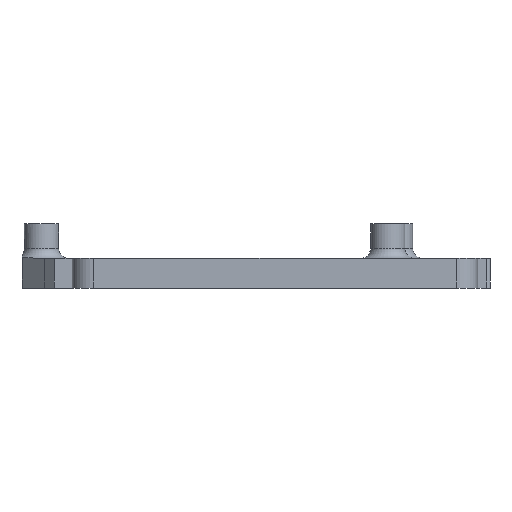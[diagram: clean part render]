
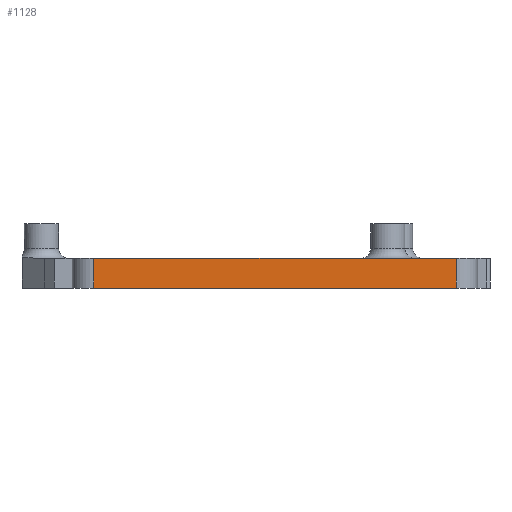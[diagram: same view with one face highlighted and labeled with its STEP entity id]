
A CAD part, front view. The second image highlights one B-rep face of the part: STEP entity #1128.
In plain terms, the highlighted planar face has unit normal (0, -1, 0).
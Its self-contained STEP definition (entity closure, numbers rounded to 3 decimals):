
#24=LINE('',#1680,#98);
#57=LINE('',#1898,#131);
#76=LINE('',#1938,#150);
#77=LINE('',#1940,#151);
#98=VECTOR('',#1344,10.);
#131=VECTOR('',#1527,10.);
#150=VECTOR('',#1562,10.);
#151=VECTOR('',#1565,10.);
#183=PLANE('',#1262);
#301=FACE_OUTER_BOUND('',#419,.T.);
#419=EDGE_LOOP('',(#966,#967,#968,#969));
#533=VERTEX_POINT('',#1677);
#534=VERTEX_POINT('',#1679);
#607=VERTEX_POINT('',#1895);
#608=VERTEX_POINT('',#1897);
#643=EDGE_CURVE('',#533,#534,#24,.T.);
#727=EDGE_CURVE('',#608,#607,#57,.T.);
#749=EDGE_CURVE('',#608,#533,#76,.T.);
#750=EDGE_CURVE('',#534,#607,#77,.T.);
#966=ORIENTED_EDGE('',*,*,#749,.F.);
#967=ORIENTED_EDGE('',*,*,#727,.T.);
#968=ORIENTED_EDGE('',*,*,#750,.F.);
#969=ORIENTED_EDGE('',*,*,#643,.F.);
#1128=ADVANCED_FACE('',(#301),#183,.T.);
#1262=AXIS2_PLACEMENT_3D('',#1939,#1563,#1564);
#1344=DIRECTION('',(1.,0.,0.));
#1527=DIRECTION('',(1.,0.,0.));
#1562=DIRECTION('',(0.,0.,1.));
#1563=DIRECTION('center_axis',(0.,-1.,0.));
#1564=DIRECTION('ref_axis',(1.,0.,0.));
#1565=DIRECTION('',(0.,0.,-1.));
#1677=CARTESIAN_POINT('',(-56.84,-35.932,43.345));
#1679=CARTESIAN_POINT('',(-3.16,-35.932,43.345));
#1680=CARTESIAN_POINT('',(-60.015,-35.932,43.345));
#1895=CARTESIAN_POINT('',(-3.16,-35.932,38.945));
#1897=CARTESIAN_POINT('',(-56.84,-35.932,38.945));
#1898=CARTESIAN_POINT('',(-60.015,-35.932,38.945));
#1938=CARTESIAN_POINT('',(-56.84,-35.932,38.945));
#1939=CARTESIAN_POINT('Origin',(-60.015,-35.932,38.945));
#1940=CARTESIAN_POINT('',(-3.16,-35.932,38.945));
